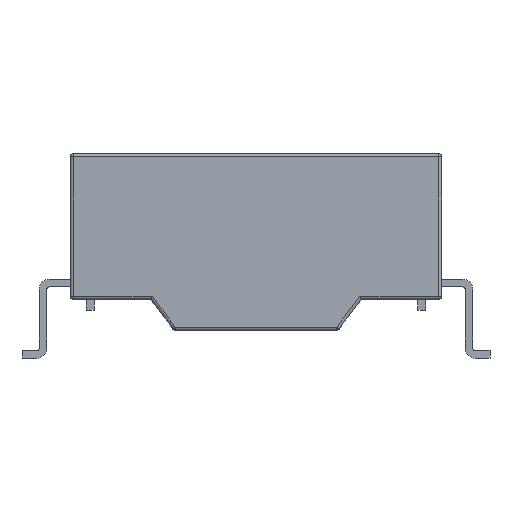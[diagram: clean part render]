
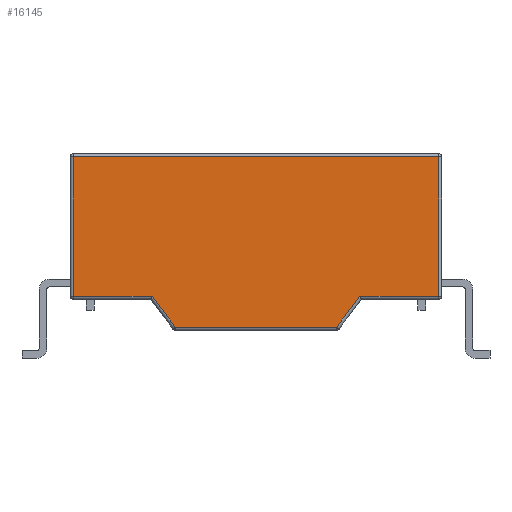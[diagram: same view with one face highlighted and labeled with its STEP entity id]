
A CAD part, left-side view. The second image highlights one B-rep face of the part: STEP entity #16145.
In plain terms, the highlighted planar face has unit normal (-1, 0, 0).
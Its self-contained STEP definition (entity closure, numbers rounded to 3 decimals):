
#2096=ORIENTED_EDGE('',*,*,#5618,.T.);
#2097=ORIENTED_EDGE('',*,*,#5619,.T.);
#2098=ORIENTED_EDGE('',*,*,#5620,.T.);
#2099=ORIENTED_EDGE('',*,*,#5621,.T.);
#2100=ORIENTED_EDGE('',*,*,#5622,.T.);
#2101=ORIENTED_EDGE('',*,*,#5623,.T.);
#2102=ORIENTED_EDGE('',*,*,#5624,.T.);
#2103=ORIENTED_EDGE('',*,*,#5625,.T.);
#5618=EDGE_CURVE('',#7475,#7476,#8857,.F.);
#5619=EDGE_CURVE('',#7476,#7477,#8858,.T.);
#5620=EDGE_CURVE('',#7477,#7478,#8859,.T.);
#5621=EDGE_CURVE('',#7478,#7479,#8860,.T.);
#5622=EDGE_CURVE('',#7479,#7480,#8861,.F.);
#5623=EDGE_CURVE('',#7480,#7481,#8862,.F.);
#5624=EDGE_CURVE('',#7481,#7482,#8863,.T.);
#5625=EDGE_CURVE('',#7482,#7475,#8864,.T.);
#7475=VERTEX_POINT('',#23449);
#7476=VERTEX_POINT('',#23450);
#7477=VERTEX_POINT('',#23452);
#7478=VERTEX_POINT('',#23454);
#7479=VERTEX_POINT('',#23456);
#7480=VERTEX_POINT('',#23458);
#7481=VERTEX_POINT('',#23460);
#7482=VERTEX_POINT('',#23462);
#8857=LINE('',#23448,#10340);
#8858=LINE('',#23451,#10341);
#8859=LINE('',#23453,#10342);
#8860=LINE('',#23455,#10343);
#8861=LINE('',#23457,#10344);
#8862=LINE('',#23459,#10345);
#8863=LINE('',#23461,#10346);
#8864=LINE('',#23463,#10347);
#10340=VECTOR('',#19065,1000.);
#10341=VECTOR('',#19066,1000.);
#10342=VECTOR('',#19067,1000.);
#10343=VECTOR('',#19068,1000.);
#10344=VECTOR('',#19069,1000.);
#10345=VECTOR('',#19070,1000.);
#10346=VECTOR('',#19071,1000.);
#10347=VECTOR('',#19072,1000.);
#11569=EDGE_LOOP('',(#2096,#2097,#2098,#2099,#2100,#2101,#2102,#2103));
#12392=FACE_BOUND('',#11569,.T.);
#13110=PLANE('',#17065);
#16145=ADVANCED_FACE('',(#12392),#13110,.F.);
#17065=AXIS2_PLACEMENT_3D('',#23447,#19063,#19064);
#19063=DIRECTION('',(1.,0.,0.));
#19064=DIRECTION('',(0.,0.,-1.));
#19065=DIRECTION('',(0.,1.,0.));
#19066=DIRECTION('',(0.,-0.6,-0.8));
#19067=DIRECTION('',(0.,-1.,0.));
#19068=DIRECTION('',(0.,-0.6,0.8));
#19069=DIRECTION('',(0.,1.,0.));
#19070=DIRECTION('',(0.,0.,-1.));
#19071=DIRECTION('',(0.,1.,0.));
#19072=DIRECTION('',(0.,0.,-1.));
#23447=CARTESIAN_POINT('',(-6.985,-6.,2.35));
#23448=CARTESIAN_POINT('',(-6.985,-6.,-2.25));
#23449=CARTESIAN_POINT('',(-6.985,5.9,-2.25));
#23450=CARTESIAN_POINT('',(-6.985,3.35,-2.25));
#23451=CARTESIAN_POINT('',(-6.985,2.57,-3.29));
#23452=CARTESIAN_POINT('',(-6.985,2.6,-3.25));
#23453=CARTESIAN_POINT('',(-6.985,-2.65,-3.25));
#23454=CARTESIAN_POINT('',(-6.985,-2.6,-3.25));
#23455=CARTESIAN_POINT('',(-6.985,-3.32,-2.29));
#23456=CARTESIAN_POINT('',(-6.985,-3.35,-2.25));
#23457=CARTESIAN_POINT('',(-6.985,-6.,-2.25));
#23458=CARTESIAN_POINT('',(-6.985,-5.9,-2.25));
#23459=CARTESIAN_POINT('',(-6.985,-5.9,2.35));
#23460=CARTESIAN_POINT('',(-6.985,-5.9,2.25));
#23461=CARTESIAN_POINT('',(-6.985,-6.,2.25));
#23462=CARTESIAN_POINT('',(-6.985,5.9,2.25));
#23463=CARTESIAN_POINT('',(-6.985,5.9,2.35));
